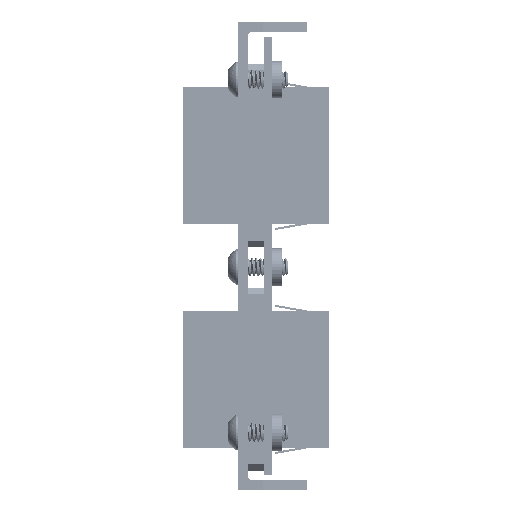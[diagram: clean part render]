
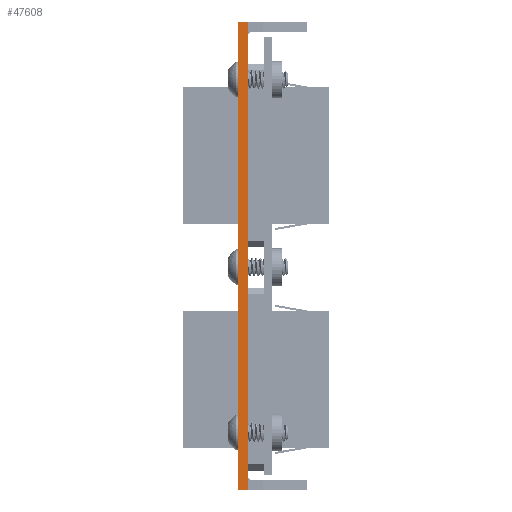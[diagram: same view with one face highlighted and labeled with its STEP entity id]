
A CAD part, left-side view. The second image highlights one B-rep face of the part: STEP entity #47608.
In plain terms, the highlighted planar face has unit normal (-1, 0, 0).
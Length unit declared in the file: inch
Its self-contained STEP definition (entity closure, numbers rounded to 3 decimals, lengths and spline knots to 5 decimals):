
#111 = VECTOR ( 'NONE', #44063, 39.37008 ) ;
#3912 = ORIENTED_EDGE ( 'NONE', *, *, #14732, .F. ) ;
#8707 = CARTESIAN_POINT ( 'NONE',  ( -9.5, 0., 1.74 ) ) ;
#9179 = CARTESIAN_POINT ( 'NONE',  ( -9.5, 0.075, 1.74 ) ) ;
#9532 = VECTOR ( 'NONE', #16785, 39.37008 ) ;
#14732 = EDGE_CURVE ( 'NONE', #30131, #78038, #67748, .T. ) ;
#16785 = DIRECTION ( 'NONE',  ( 0., 1., 0. ) ) ;
#18810 = CARTESIAN_POINT ( 'NONE',  ( -9.5, 0., -1.74 ) ) ;
#26159 = CARTESIAN_POINT ( 'NONE',  ( -9.5, 0., 1.74 ) ) ;
#26537 = CARTESIAN_POINT ( 'NONE',  ( -9.5, -38.63213, 1.74 ) ) ;
#30131 = VERTEX_POINT ( 'NONE', #41419 ) ;
#31289 = EDGE_CURVE ( 'NONE', #47515, #30131, #46487, .T. ) ;
#33122 = DIRECTION ( 'NONE',  ( -1., 0., 0. ) ) ;
#40515 = EDGE_CURVE ( 'NONE', #53682, #78038, #50752, .T. ) ;
#41419 = CARTESIAN_POINT ( 'NONE',  ( -9.5, 0.075, -1.74 ) ) ;
#41636 = ORIENTED_EDGE ( 'NONE', *, *, #55529, .T. ) ;
#42394 = CARTESIAN_POINT ( 'NONE',  ( -9.5, 0.075, 1.74 ) ) ;
#44063 = DIRECTION ( 'NONE',  ( 0., 0., 1. ) ) ;
#46487 = LINE ( 'NONE', #62677, #9532 ) ;
#47515 = VERTEX_POINT ( 'NONE', #18810 ) ;
#47608 = ADVANCED_FACE ( 'NONE', ( #52763 ), #65806, .T. ) ;
#48524 = CARTESIAN_POINT ( 'NONE',  ( -9.5, -38.63213, 1.74 ) ) ;
#50752 = LINE ( 'NONE', #48524, #66117 ) ;
#52763 = FACE_OUTER_BOUND ( 'NONE', #58151, .T. ) ;
#53682 = VERTEX_POINT ( 'NONE', #26159 ) ;
#55157 = DIRECTION ( 'NONE',  ( 0., 1., 0. ) ) ;
#55529 = EDGE_CURVE ( 'NONE', #47515, #53682, #81166, .T. ) ;
#58151 = EDGE_LOOP ( 'NONE', ( #3912, #67646, #41636, #65299 ) ) ;
#61146 = DIRECTION ( 'NONE',  ( 0., 0., 1. ) ) ;
#62677 = CARTESIAN_POINT ( 'NONE',  ( -9.5, -38.63213, -1.74 ) ) ;
#64957 = AXIS2_PLACEMENT_3D ( 'NONE', #26537, #33122, #78959 ) ;
#65299 = ORIENTED_EDGE ( 'NONE', *, *, #40515, .T. ) ;
#65806 = PLANE ( 'NONE',  #64957 ) ;
#66117 = VECTOR ( 'NONE', #55157, 39.37008 ) ;
#67646 = ORIENTED_EDGE ( 'NONE', *, *, #31289, .F. ) ;
#67748 = LINE ( 'NONE', #42394, #111 ) ;
#78038 = VERTEX_POINT ( 'NONE', #9179 ) ;
#78959 = DIRECTION ( 'NONE',  ( 0., 0., 1. ) ) ;
#79135 = VECTOR ( 'NONE', #61146, 39.37008 ) ;
#81166 = LINE ( 'NONE', #8707, #79135 ) ;
